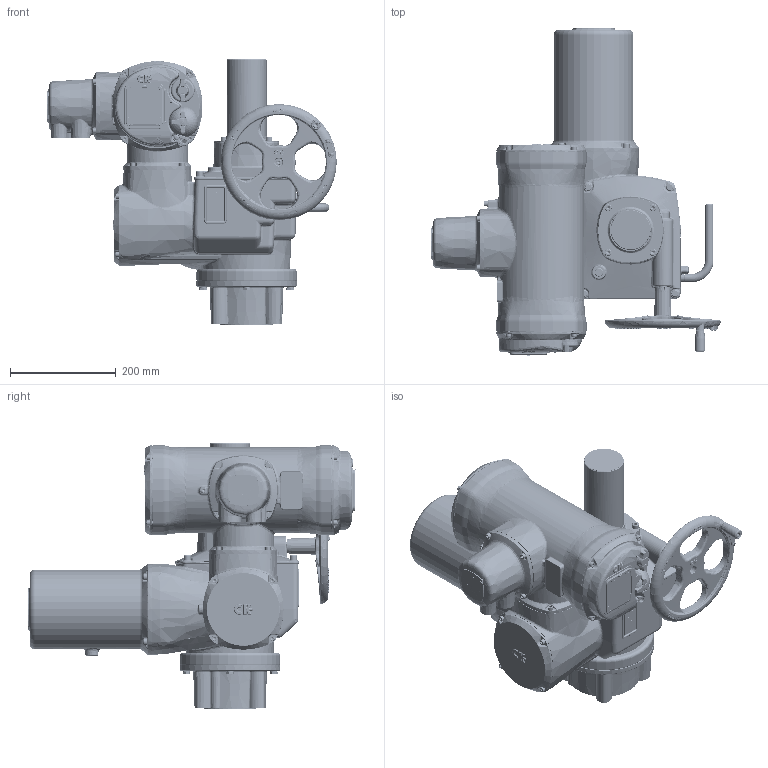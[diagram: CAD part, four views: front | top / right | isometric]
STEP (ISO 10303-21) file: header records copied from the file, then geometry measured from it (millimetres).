
FILE_DESCRIPTION(/* description */ ('Unknown'),/* implementation_level */ '2;1');
FILE_NAME(/* name */ 'A600N0BS00X-3',/* time_stamp */ '2019-01-11T15:16:22+06:00',/* author */ ('Unknown'),/* organization */ ('Unknown'),/* preprocessor_version */ 'ST-DEVELOPER v16.7',/* originating_system */ 'DEX',/* authorisation */ $);
FILE_SCHEMA (('AP203_CONFIGURATION_CONTROLLED_3D_DESIGN_OF_MECHANICAL_PARTS_AND_ASSEMBLIES_MIM_LF { 1 0 10303 203 3 1 4 }','AUTOMOTIVE_DESIGN {1 0 10303 214 3 1 1}'));
Length unit declared in the file: millimetre
Products named in the file (1): A600N0BS00
Bounding box: 548.57 x 621.7 x 504.74 mm (x, y, z)
Volume: 30237015.4 mm3; surface area: 1127820.3 mm2
Topology: 42 solids, 64 shells, 13012 faces, 31751 edges, 19038 vertices
Faces by surface type: plane 4691, bspline 3475, cylinder 2952, torus 926, cone 666, sphere 302
Full cylindrical faces by diameter (mm): 0.6 x2, 1.152 x1, 3 x2, 3.2 x1, 4.2 x6, 4.4 x1, 4.5 x5, 4.917 x28, 5.5 x4, 6 x11, 6.45 x1, 6.47 x1, 6.5 x8, 6.6 x4, 6.647 x12, 7 x5, 8 x9, 8.2 x1, 10 x32, 10.22 x4, 10.5 x4, 11 x1, 11.63 x4, 11.92 x1, 12 x1, 13 x10, 13.25 x4, 13.5 x17, 13.835 x8, 14 x1
Entity records: 567348 total; most frequent: CARTESIAN_POINT 209951, ORIENTED_EDGE 60936, DIRECTION 44498, EDGE_CURVE 30468, VERTEX_POINT 18771, AXIS2_PLACEMENT_3D 16701, FACE_BOUND 14321, EDGE_LOOP 14256
